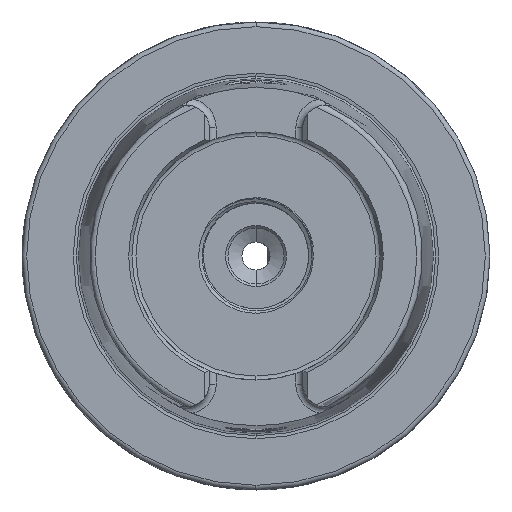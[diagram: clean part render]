
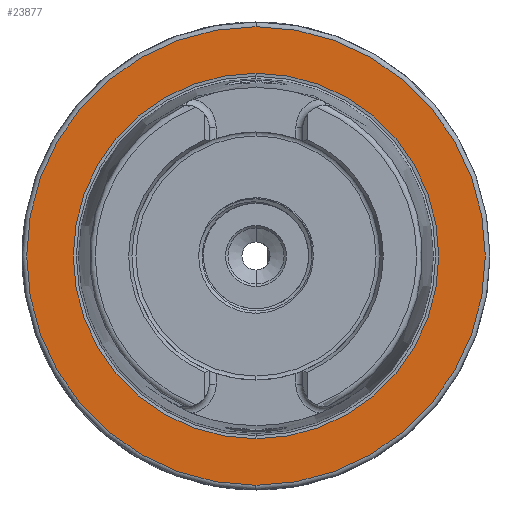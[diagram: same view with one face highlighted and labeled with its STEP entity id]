
A CAD part, left-side view. The second image highlights one B-rep face of the part: STEP entity #23877.
In plain terms, the highlighted planar face has unit normal (-1, 0, 0).
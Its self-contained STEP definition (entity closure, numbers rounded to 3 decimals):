
#530 = CIRCLE ( 'NONE', #12499, 49. ) ;
#542 = FACE_OUTER_BOUND ( 'NONE', #9948, .T. ) ;
#574 = FACE_BOUND ( 'NONE', #9869, .T. ) ;
#884 = CIRCLE ( 'NONE', #12571, 39.054 ) ;
#9324 = AXIS2_PLACEMENT_3D ( 'NONE', #15318, #15285, #15310 ) ;
#9357 = AXIS2_PLACEMENT_3D ( 'NONE', #15351, #15332, #15340 ) ;
#9592 = CIRCLE ( 'NONE', #9324, 49. ) ;
#9642 = CIRCLE ( 'NONE', #9357, 39.054 ) ;
#9869 = EDGE_LOOP ( 'NONE', ( #28674, #28667 ) ) ;
#9948 = EDGE_LOOP ( 'NONE', ( #28639, #28663 ) ) ;
#10004 = EDGE_CURVE ( 'NONE', #28551, #28614, #9592, .T. ) ;
#10014 = EDGE_CURVE ( 'NONE', #24077, #23997, #9642, .T. ) ;
#11267 = DIRECTION ( 'NONE',  ( 1., 0., 0. ) ) ;
#11268 = DIRECTION ( 'NONE',  ( 0., 0., -1. ) ) ;
#11292 = CARTESIAN_POINT ( 'NONE',  ( 0., 0., 0. ) ) ;
#11535 = CARTESIAN_POINT ( 'NONE',  ( 0., 0., -49. ) ) ;
#11564 = CARTESIAN_POINT ( 'NONE',  ( 0., 0., 49. ) ) ;
#12488 = AXIS2_PLACEMENT_3D ( 'NONE', #20467, #20480, #20469 ) ;
#12499 = AXIS2_PLACEMENT_3D ( 'NONE', #20434, #20450, #20451 ) ;
#12571 = AXIS2_PLACEMENT_3D ( 'NONE', #11292, #11267, #11268 ) ;
#15285 = DIRECTION ( 'NONE',  ( -1., 0., 0. ) ) ;
#15310 = DIRECTION ( 'NONE',  ( 0., 0., 1. ) ) ;
#15318 = CARTESIAN_POINT ( 'NONE',  ( 0., 0., 0. ) ) ;
#15332 = DIRECTION ( 'NONE',  ( 1., 0., 0. ) ) ;
#15340 = DIRECTION ( 'NONE',  ( 0., 0., -1. ) ) ;
#15351 = CARTESIAN_POINT ( 'NONE',  ( 0., 0., 0. ) ) ;
#20434 = CARTESIAN_POINT ( 'NONE',  ( 0., 0., 0. ) ) ;
#20450 = DIRECTION ( 'NONE',  ( -1., 0., 0. ) ) ;
#20451 = DIRECTION ( 'NONE',  ( 0., 0., 1. ) ) ;
#20467 = CARTESIAN_POINT ( 'NONE',  ( 0., 39.054, 0. ) ) ;
#20469 = DIRECTION ( 'NONE',  ( 0., 0., 1. ) ) ;
#20480 = DIRECTION ( 'NONE',  ( -1., 0., 0. ) ) ;
#20499 = PLANE ( 'NONE',  #12488 ) ;
#22195 = EDGE_CURVE ( 'NONE', #28614, #28551, #530, .T. ) ;
#23877 = ADVANCED_FACE ( 'NONE', ( #542, #574 ), #20499, .T. ) ;
#23997 = VERTEX_POINT ( 'NONE', #27061 ) ;
#24077 = VERTEX_POINT ( 'NONE', #27157 ) ;
#26099 = EDGE_CURVE ( 'NONE', #23997, #24077, #884, .T. ) ;
#27061 = CARTESIAN_POINT ( 'NONE',  ( 0., 0., 39.054 ) ) ;
#27157 = CARTESIAN_POINT ( 'NONE',  ( 0., 0., -39.054 ) ) ;
#28551 = VERTEX_POINT ( 'NONE', #11535 ) ;
#28614 = VERTEX_POINT ( 'NONE', #11564 ) ;
#28639 = ORIENTED_EDGE ( 'NONE', *, *, #22195, .T. ) ;
#28663 = ORIENTED_EDGE ( 'NONE', *, *, #10004, .T. ) ;
#28667 = ORIENTED_EDGE ( 'NONE', *, *, #10014, .T. ) ;
#28674 = ORIENTED_EDGE ( 'NONE', *, *, #26099, .T. ) ;
